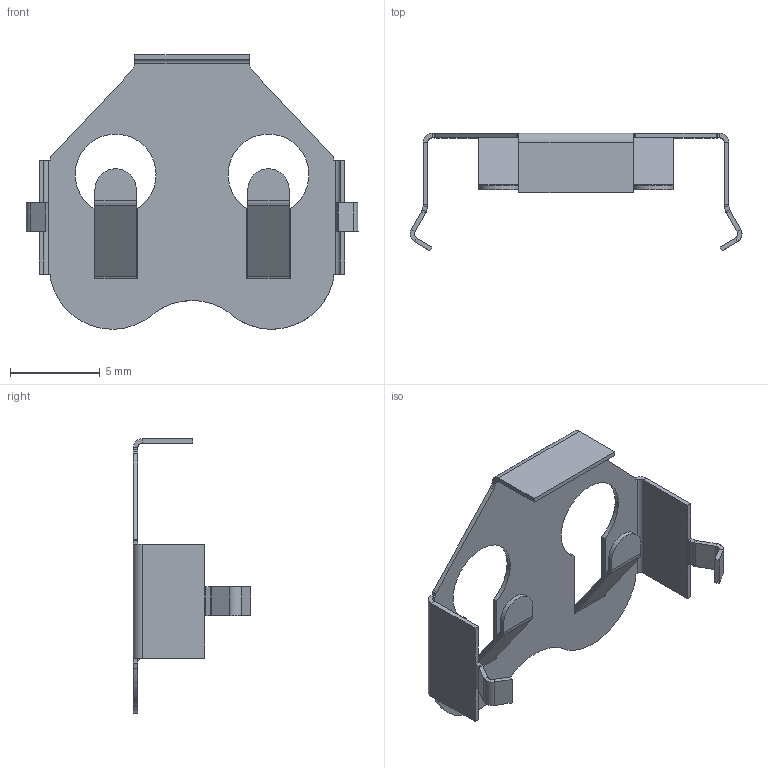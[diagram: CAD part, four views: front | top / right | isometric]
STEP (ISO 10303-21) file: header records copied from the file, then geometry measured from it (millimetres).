
FILE_DESCRIPTION(/* description */ (''),/* implementation_level */ '2;1');
FILE_NAME(/* name */ 'MYOUNG-MY-1632-01.step',/* time_stamp */ '2024-04-16T23:09:37+02:00',/* author */ (''),/* organization */ (''),/* preprocessor_version */ 'ST-DEVELOPER v20',/* originating_system */ 'Autodesk Translation Framework v12.20.1.177',/* authorisation */ '');
FILE_SCHEMA (('AUTOMOTIVE_DESIGN { 1 0 10303 214 3 1 1 }'));
Length unit declared in the file: millimetre
Products named in the file (1): (Unsaved)
Bounding box: 18.46 x 6.53 x 15.26 mm (x, y, z)
Volume: 65.4 mm3; surface area: 563.1 mm2
Topology: 1 solids, 1 shells, 153 faces, 349 edges, 198 vertices
Faces by surface type: plane 119, cylinder 30, bspline 4
Entity records: 4184 total; most frequent: CARTESIAN_POINT 789, ORIENTED_EDGE 698, DIRECTION 677, EDGE_CURVE 349, LINE 281, VECTOR 281, VERTEX_POINT 198, AXIS2_PLACEMENT_3D 198
